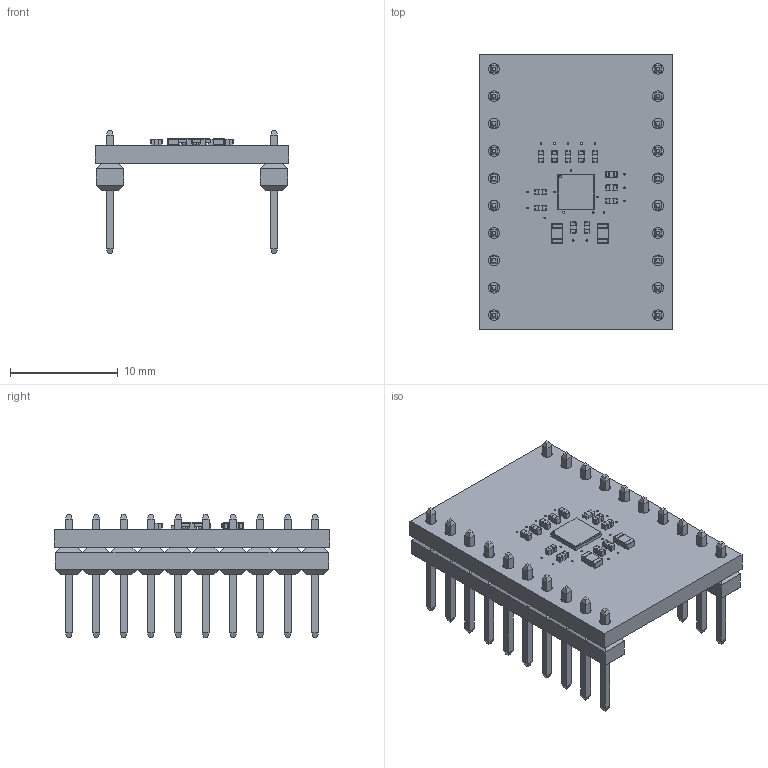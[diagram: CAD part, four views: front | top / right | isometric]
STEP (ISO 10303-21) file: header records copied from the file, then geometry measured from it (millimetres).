
FILE_DESCRIPTION(/* description */ (''),/* implementation_level */ '2;1');
FILE_NAME(/* name */ '09af846e-d70a-4ee5-a7ad-c754b848f9f5.stp',/* time_stamp */ '2021-01-12T00:41:10+00:00',/* author */ (''),/* organization */ (''),/* preprocessor_version */ 'ST-DEVELOPER v18.1',/* originating_system */ 'Autodesk Translation Framework v9.7.1.1290',/* authorisation */ '');
FILE_SCHEMA (('AUTOMOTIVE_DESIGN { 1 0 10303 214 3 1 1 }'));
Length unit declared in the file: millimetre
Products named in the file (8): 09af846e-d70a-4ee5-a7ad-c754b848f9f5; PCB Component; Board; ADP5350ACBZ-1-R7; 1uF/25V; 1uH/50mA; 47K; 1x10
Assembly tree (19 placements, depth 3):
  09af846e-d70a-4ee5-a7ad-c754b848f9f5
    PCB Component
      Board
      ADP5350ACBZ-1-R7
      1uF/25V  x11
      1uH/50mA  x2
      47K
      1x10  x2
Bounding box: 18 x 25.6 x 11.43 mm (x, y, z)
Volume: 1106.2 mm3; surface area: 2168.5 mm2
Topology: 18 solids, 18 shells, 1447 faces, 3031 edges, 1690 vertices
Faces by surface type: plane 810, cylinder 377, sphere 260
Full cylindrical faces by diameter (mm): 0.152 x20, 0.168 x1, 1 x20
Entity records: 15446 total; most frequent: DIRECTION 2627, CARTESIAN_POINT 2465, ORIENTED_EDGE 2362, EDGE_CURVE 1181, LINE 883, VECTOR 883, AXIS2_PLACEMENT_3D 872, VERTEX_POINT 710
